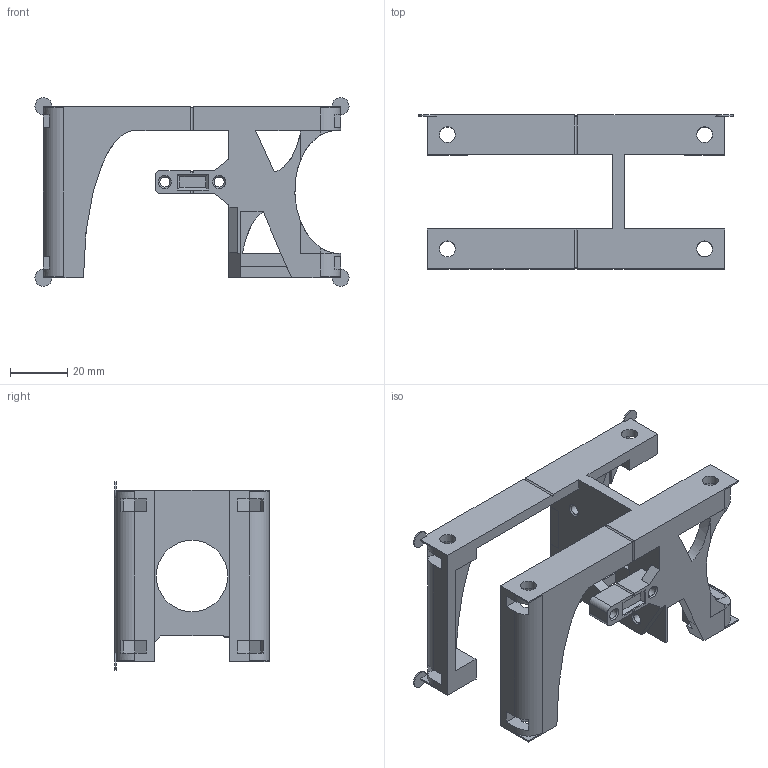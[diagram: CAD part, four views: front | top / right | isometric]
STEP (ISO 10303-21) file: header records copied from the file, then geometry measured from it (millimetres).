
FILE_DESCRIPTION(/* description */ ('Alibre Inc.'),/* implementation_level */ '2;1');
FILE_NAME(/* name */ 'export0',/* time_stamp */ '2015-07-11T14:37:52+12:00',/* author */ (''),/* organization */ (''),/* preprocessor_version */ 'ST-DEVELOPER v14',/* originating_system */ 'Alibre',/* authorisation */ '');
FILE_SCHEMA (('CONFIG_CONTROL_DESIGN'));
Length unit declared in the file: centimetre
Products named in the file (1): 3D0456
Bounding box: 110 x 54.08 x 66 mm (x, y, z)
Volume: 45287.2 mm3; surface area: 30132 mm2
Topology: 1 solids, 1 shells, 289 faces, 852 edges, 556 vertices
Faces by surface type: plane 226, cylinder 50, extrusion 7, cone 6
Full cylindrical faces by diameter (mm): 3.5 x6, 5.6 x16, 25 x1
Entity records: 8961 total; most frequent: CARTESIAN_POINT 1853, ORIENTED_EDGE 1610, DIRECTION 1141, EDGE_CURVE 805, VECTOR 568, LINE 562, VERTEX_POINT 540, AXIS2_PLACEMENT_3D 377
